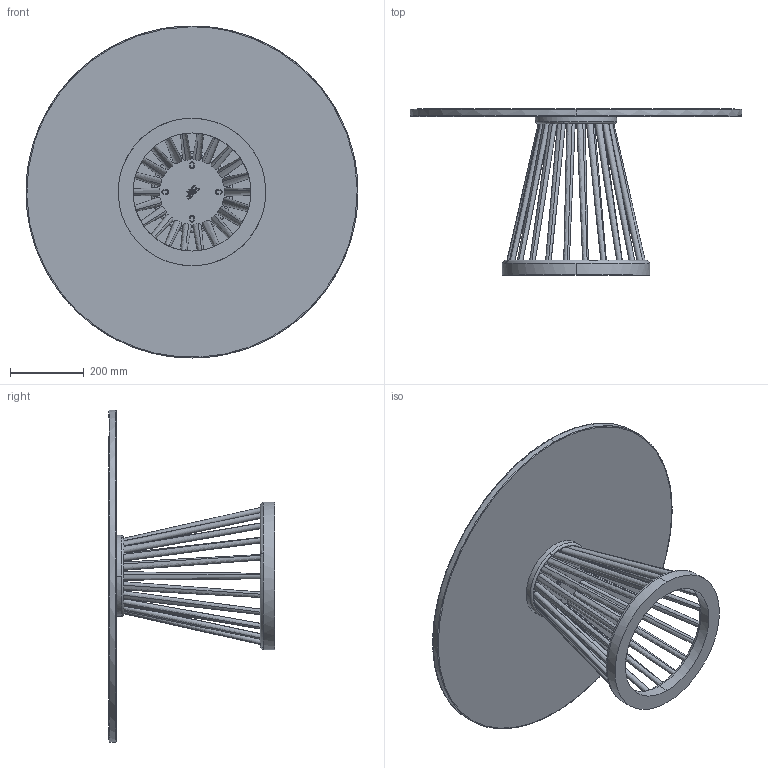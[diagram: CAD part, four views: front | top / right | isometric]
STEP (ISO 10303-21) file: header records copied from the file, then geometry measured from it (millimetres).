
FILE_DESCRIPTION(/* description */ (''),/* implementation_level */ '2;1');
FILE_NAME(/* name */ 'Fan Table 900',/* time_stamp */ '2022-07-14T15:44:24+01:00',/* author */ (''),/* organization */ (''),/* preprocessor_version */ 'ST-DEVELOPER v16.5',/* originating_system */ '',/* authorisation */ '');
FILE_SCHEMA (('AUTOMOTIVE_DESIGN'));
Length unit declared in the file: millimetre
Products named in the file (1): Document
Bounding box: 899.9 x 450 x 900 mm (x, y, z)
Volume: 17213855.1 mm3; surface area: 2103230.9 mm2
Topology: 25 solids, 25 shells, 364 faces, 870 edges, 613 vertices
Faces by surface type: bspline 193, plane 171
Entity records: 22207 total; most frequent: CARTESIAN_POINT 15993, ORIENTED_EDGE 1740, EDGE_CURVE 870, B_SPLINE_CURVE_WITH_KNOTS 795, VERTEX_POINT 613, EDGE_LOOP 431, ADVANCED_FACE 364, FACE_OUTER_BOUND 364
